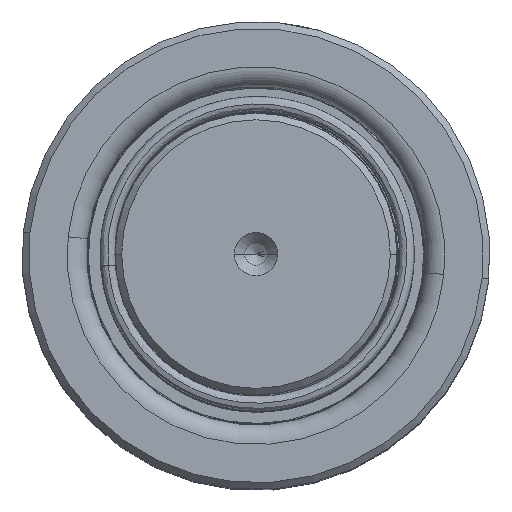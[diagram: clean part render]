
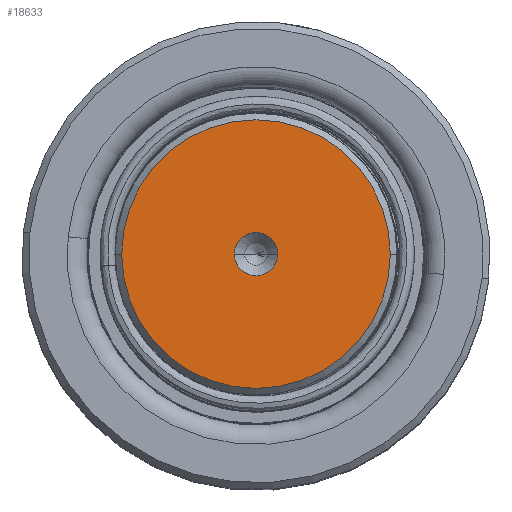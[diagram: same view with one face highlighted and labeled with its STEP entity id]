
A CAD part, top view. The second image highlights one B-rep face of the part: STEP entity #18633.
In plain terms, the highlighted planar face has unit normal (0, 0, 1).
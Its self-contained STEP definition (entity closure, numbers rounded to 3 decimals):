
#3500 = EDGE_CURVE ( 'NONE', #48694, #43238, #48233, .T. ) ;
#7949 = CIRCLE ( 'NONE', #47167, 3.85 ) ;
#9437 = AXIS2_PLACEMENT_3D ( 'NONE', #40316, #17801, #18124 ) ;
#9590 = VERTEX_POINT ( 'NONE', #41595 ) ;
#12021 = CARTESIAN_POINT ( 'NONE',  ( 0., 0., 260. ) ) ;
#12188 = DIRECTION ( 'NONE',  ( 1., 0., 0. ) ) ;
#12346 = DIRECTION ( 'NONE',  ( 0., 0., 1. ) ) ;
#13906 = DIRECTION ( 'NONE',  ( 0., 0., 1. ) ) ;
#14501 = AXIS2_PLACEMENT_3D ( 'NONE', #29548, #13906, #48469 ) ;
#15287 = EDGE_LOOP ( 'NONE', ( #45041, #38373 ) ) ;
#16719 = VERTEX_POINT ( 'NONE', #26158 ) ;
#17801 = DIRECTION ( 'NONE',  ( 0., 0., 1. ) ) ;
#18124 = DIRECTION ( 'NONE',  ( 1., 0., 0. ) ) ;
#18243 = AXIS2_PLACEMENT_3D ( 'NONE', #27263, #30742, #19438 ) ;
#18633 = ADVANCED_FACE ( 'NONE', ( #44640, #30859 ), #30922, .T. ) ;
#19438 = DIRECTION ( 'NONE',  ( 1., 0., 0. ) ) ;
#21869 = CARTESIAN_POINT ( 'NONE',  ( -23.817, 0., 260. ) ) ;
#24502 = ORIENTED_EDGE ( 'NONE', *, *, #30077, .F. ) ;
#26158 = CARTESIAN_POINT ( 'NONE',  ( -3.85, 0., 260. ) ) ;
#26289 = EDGE_CURVE ( 'NONE', #9590, #16719, #7949, .T. ) ;
#27263 = CARTESIAN_POINT ( 'NONE',  ( 0., 0., 260. ) ) ;
#28905 = CARTESIAN_POINT ( 'NONE',  ( 0., 0., 260. ) ) ;
#29548 = CARTESIAN_POINT ( 'NONE',  ( 0., 0., 260. ) ) ;
#30077 = EDGE_CURVE ( 'NONE', #16719, #9590, #38893, .T. ) ;
#30377 = ORIENTED_EDGE ( 'NONE', *, *, #26289, .F. ) ;
#30742 = DIRECTION ( 'NONE',  ( 0., 0., 1. ) ) ;
#30859 = FACE_OUTER_BOUND ( 'NONE', #15287, .T. ) ;
#30922 = PLANE ( 'NONE',  #18243 ) ;
#31924 = CARTESIAN_POINT ( 'NONE',  ( 23.817, 0., 260. ) ) ;
#32756 = DIRECTION ( 'NONE',  ( 0., 0., 1. ) ) ;
#38360 = EDGE_CURVE ( 'NONE', #43238, #48694, #42831, .T. ) ;
#38373 = ORIENTED_EDGE ( 'NONE', *, *, #38360, .T. ) ;
#38893 = CIRCLE ( 'NONE', #9437, 3.85 ) ;
#39115 = DIRECTION ( 'NONE',  ( 1., 0., 0. ) ) ;
#40316 = CARTESIAN_POINT ( 'NONE',  ( 0., 0., 260. ) ) ;
#40751 = EDGE_LOOP ( 'NONE', ( #30377, #24502 ) ) ;
#41595 = CARTESIAN_POINT ( 'NONE',  ( 3.85, 0., 260. ) ) ;
#42831 = CIRCLE ( 'NONE', #44101, 23.817 ) ;
#43238 = VERTEX_POINT ( 'NONE', #31924 ) ;
#44101 = AXIS2_PLACEMENT_3D ( 'NONE', #12021, #12346, #12188 ) ;
#44640 = FACE_BOUND ( 'NONE', #40751, .T. ) ;
#45041 = ORIENTED_EDGE ( 'NONE', *, *, #3500, .T. ) ;
#47167 = AXIS2_PLACEMENT_3D ( 'NONE', #28905, #32756, #39115 ) ;
#48233 = CIRCLE ( 'NONE', #14501, 23.817 ) ;
#48469 = DIRECTION ( 'NONE',  ( 1., 0., 0. ) ) ;
#48694 = VERTEX_POINT ( 'NONE', #21869 ) ;
